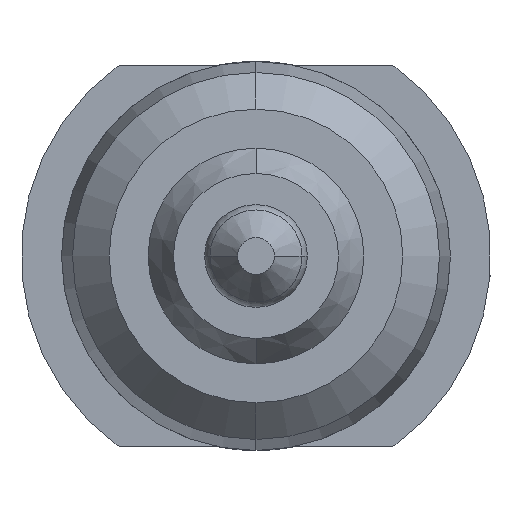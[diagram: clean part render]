
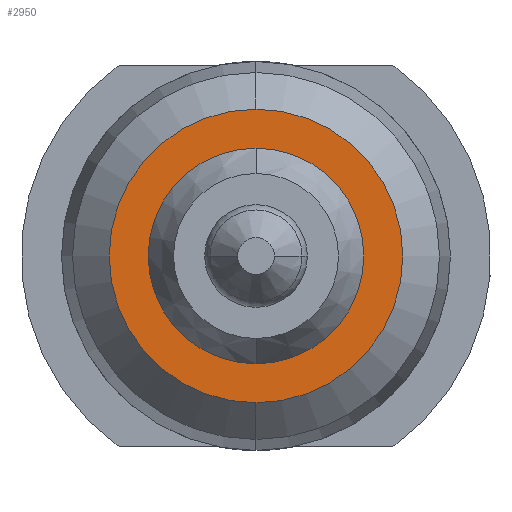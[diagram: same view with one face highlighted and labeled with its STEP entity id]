
A CAD part, front view. The second image highlights one B-rep face of the part: STEP entity #2950.
In plain terms, the highlighted planar face has unit normal (0, -1, 0).
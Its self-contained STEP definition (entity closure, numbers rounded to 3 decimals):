
#198 = CARTESIAN_POINT ( 'NONE',  ( 0., -28., 0. ) ) ;
#362 = DIRECTION ( 'NONE',  ( 0., 1., 0. ) ) ;
#563 = VERTEX_POINT ( 'NONE', #4493 ) ;
#674 = CARTESIAN_POINT ( 'NONE',  ( 0., -28., 1. ) ) ;
#718 = CARTESIAN_POINT ( 'NONE',  ( 0., -28., -0.735 ) ) ;
#806 = CARTESIAN_POINT ( 'NONE',  ( 0., -28., 0. ) ) ;
#1178 = CIRCLE ( 'NONE', #3566, 0.735 ) ;
#1267 = DIRECTION ( 'NONE',  ( 0., 0., -1. ) ) ;
#1315 = DIRECTION ( 'NONE',  ( 0., 1., 0. ) ) ;
#1528 = AXIS2_PLACEMENT_3D ( 'NONE', #198, #4437, #4829 ) ;
#1546 = VERTEX_POINT ( 'NONE', #2533 ) ;
#1750 = VERTEX_POINT ( 'NONE', #674 ) ;
#1768 = DIRECTION ( 'NONE',  ( 0., -1., 0. ) ) ;
#1932 = EDGE_LOOP ( 'NONE', ( #4711, #2791 ) ) ;
#2061 = EDGE_CURVE ( 'Defeature ausgef�hrt1_13+Defeature ausgef�hrt1_2+Defeature ausgef�hrt1_2+Defeature ausgef�hrt1_2', #563, #1750, #2553, .T. ) ;
#2115 = DIRECTION ( 'NONE',  ( 0., 1., 0. ) ) ;
#2138 = DIRECTION ( 'NONE',  ( 0., 0., -1. ) ) ;
#2140 = EDGE_CURVE ( 'Defeature ausgef�hrt1_13+Defeature ausgef�hrt1_2+Defeature ausgef�hrt1_2+Defeature ausgef�hrt1_2', #1750, #563, #2216, .T. ) ;
#2216 = CIRCLE ( 'NONE', #4354, 1. ) ;
#2257 = CARTESIAN_POINT ( 'NONE',  ( 0., -28., 0. ) ) ;
#2326 = EDGE_LOOP ( 'NONE', ( #2574, #2755 ) ) ;
#2533 = CARTESIAN_POINT ( 'NONE',  ( 0., -28., 0.735 ) ) ;
#2553 = CIRCLE ( 'NONE', #5297, 1. ) ;
#2574 = ORIENTED_EDGE ( 'NONE', *, *, #2061, .F. ) ;
#2755 = ORIENTED_EDGE ( 'NONE', *, *, #2140, .F. ) ;
#2791 = ORIENTED_EDGE ( 'NONE', *, *, #4940, .F. ) ;
#2842 = FACE_OUTER_BOUND ( 'NONE', #2326, .T. ) ;
#2909 = CARTESIAN_POINT ( 'NONE',  ( 0., -28., 0. ) ) ;
#2950 = ADVANCED_FACE ( 'Defeature ausgef�hrt1_2', ( #3964, #2842 ), #4682, .F. ) ;
#3005 = CARTESIAN_POINT ( 'NONE',  ( -1., -28., 0. ) ) ;
#3062 = AXIS2_PLACEMENT_3D ( 'NONE', #3005, #1315, #2138 ) ;
#3315 = DIRECTION ( 'NONE',  ( 0., 0., -1. ) ) ;
#3566 = AXIS2_PLACEMENT_3D ( 'NONE', #2257, #1768, #5195 ) ;
#3964 = FACE_BOUND ( 'NONE', #1932, .T. ) ;
#4354 = AXIS2_PLACEMENT_3D ( 'NONE', #2909, #362, #3315 ) ;
#4437 = DIRECTION ( 'NONE',  ( 0., -1., 0. ) ) ;
#4493 = CARTESIAN_POINT ( 'NONE',  ( 0., -28., -1. ) ) ;
#4682 = PLANE ( 'NONE',  #3062 ) ;
#4711 = ORIENTED_EDGE ( 'NONE', *, *, #5255, .F. ) ;
#4829 = DIRECTION ( 'NONE',  ( -1., 0., 0. ) ) ;
#4913 = VERTEX_POINT ( 'NONE', #718 ) ;
#4940 = EDGE_CURVE ( 'Defeature ausgef�hrt1_53+Defeature ausgef�hrt1_2+Defeature ausgef�hrt1_2+Defeature ausgef�hrt1_2', #4913, #1546, #5154, .T. ) ;
#5154 = CIRCLE ( 'NONE', #1528, 0.735 ) ;
#5195 = DIRECTION ( 'NONE',  ( -1., 0., 0. ) ) ;
#5255 = EDGE_CURVE ( 'Defeature ausgef�hrt1_53+Defeature ausgef�hrt1_2+Defeature ausgef�hrt1_2+Defeature ausgef�hrt1_2', #1546, #4913, #1178, .T. ) ;
#5297 = AXIS2_PLACEMENT_3D ( 'NONE', #806, #2115, #1267 ) ;
